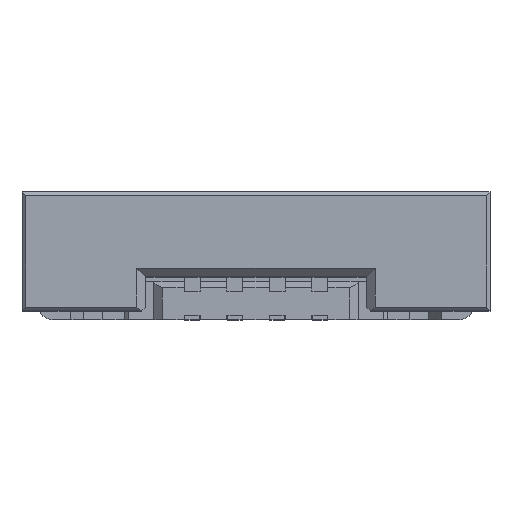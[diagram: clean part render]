
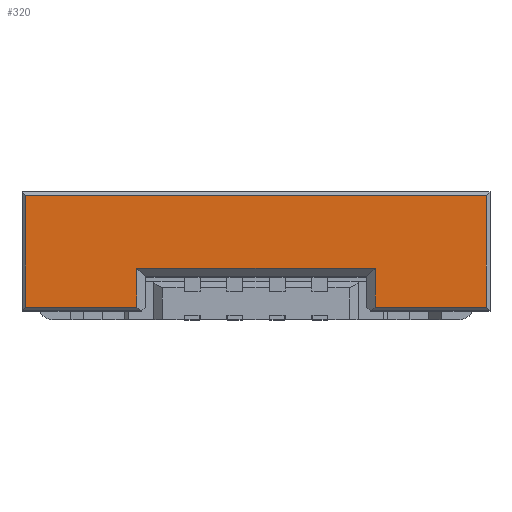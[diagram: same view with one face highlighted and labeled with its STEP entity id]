
A CAD part, top view. The second image highlights one B-rep face of the part: STEP entity #320.
In plain terms, the highlighted planar face has unit normal (0, 0, 1).
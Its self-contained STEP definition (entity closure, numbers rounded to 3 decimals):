
#320=ADVANCED_FACE('',(#871),#872,.T.);
#871=FACE_OUTER_BOUND('',#1454,.T.);
#872=PLANE('',#1455);
#1454=EDGE_LOOP('',(#3831,#3832,#3833,#3834,#3835,#3836,#3837,#3838));
#1455=AXIS2_PLACEMENT_3D('',#3839,#3840,#3841);
#3831=ORIENTED_EDGE('',*,*,#4946,.F.);
#3832=ORIENTED_EDGE('',*,*,#4947,.F.);
#3833=ORIENTED_EDGE('',*,*,#4948,.T.);
#3834=ORIENTED_EDGE('',*,*,#4949,.F.);
#3835=ORIENTED_EDGE('',*,*,#4945,.F.);
#3836=ORIENTED_EDGE('',*,*,#4941,.T.);
#3837=ORIENTED_EDGE('',*,*,#4950,.T.);
#3838=ORIENTED_EDGE('',*,*,#4951,.T.);
#3839=CARTESIAN_POINT('',(-5.5,3.0,6.7));
#3840=DIRECTION('',(0.0,0.0,1.0));
#3841=DIRECTION('',(1.0,-0.0,0.0));
#4941=EDGE_CURVE('',#6365,#6363,#6366,.T.);
#4945=EDGE_CURVE('',#6365,#6368,#6372,.T.);
#4946=EDGE_CURVE('',#6373,#6374,#6375,.T.);
#4947=EDGE_CURVE('',#6376,#6373,#6377,.T.);
#4948=EDGE_CURVE('',#6376,#6378,#6379,.T.);
#4949=EDGE_CURVE('',#6368,#6378,#6380,.T.);
#4950=EDGE_CURVE('',#6363,#6381,#6382,.T.);
#4951=EDGE_CURVE('',#6381,#6374,#6383,.T.);
#6363=VERTEX_POINT('',#8570);
#6365=VERTEX_POINT('',#8573);
#6366=LINE('',#8574,#8575);
#6368=VERTEX_POINT('',#8578);
#6372=LINE('',#8584,#8585);
#6373=VERTEX_POINT('',#8586);
#6374=VERTEX_POINT('',#8587);
#6375=LINE('',#8588,#8589);
#6376=VERTEX_POINT('',#8590);
#6377=LINE('',#8591,#8592);
#6378=VERTEX_POINT('',#8593);
#6379=LINE('',#8594,#8595);
#6380=LINE('',#8596,#8597);
#6381=VERTEX_POINT('',#8598);
#6382=LINE('',#8599,#8600);
#6383=LINE('',#8601,#8602);
#8570=CARTESIAN_POINT('',(-5.412,0.288,6.7));
#8573=CARTESIAN_POINT('',(-5.412,2.912,6.7));
#8574=CARTESIAN_POINT('',(-5.412,2.912,6.7));
#8575=VECTOR('',#9532,2.624);
#8578=CARTESIAN_POINT('',(5.412,2.912,6.7));
#8584=CARTESIAN_POINT('',(-5.412,2.912,6.7));
#8585=VECTOR('',#9536,10.824);
#8586=CARTESIAN_POINT('',(2.8,1.2,6.7));
#8587=CARTESIAN_POINT('',(-2.8,1.2,6.7));
#8588=CARTESIAN_POINT('',(2.8,1.2,6.7));
#8589=VECTOR('',#9537,5.6);
#8590=CARTESIAN_POINT('',(2.8,0.288,6.7));
#8591=CARTESIAN_POINT('',(2.8,0.288,6.7));
#8592=VECTOR('',#9538,0.912);
#8593=CARTESIAN_POINT('',(5.412,0.288,6.7));
#8594=CARTESIAN_POINT('',(2.8,0.288,6.7));
#8595=VECTOR('',#9539,2.612);
#8596=CARTESIAN_POINT('',(5.412,2.912,6.7));
#8597=VECTOR('',#9540,2.624);
#8598=CARTESIAN_POINT('',(-2.8,0.288,6.7));
#8599=CARTESIAN_POINT('',(-5.412,0.288,6.7));
#8600=VECTOR('',#9541,2.612);
#8601=CARTESIAN_POINT('',(-2.8,0.288,6.7));
#8602=VECTOR('',#9542,0.912);
#9532=DIRECTION('',(0.0,-1.0,0.0));
#9536=DIRECTION('',(1.0,0.0,0.0));
#9537=DIRECTION('',(-1.0,0.0,0.0));
#9538=DIRECTION('',(0.0,1.0,0.0));
#9539=DIRECTION('',(1.0,0.0,0.0));
#9540=DIRECTION('',(0.0,-1.0,0.0));
#9541=DIRECTION('',(1.0,0.0,0.0));
#9542=DIRECTION('',(0.0,1.0,0.0));
